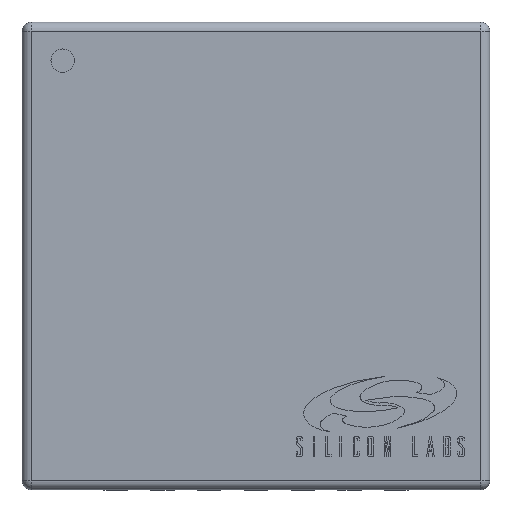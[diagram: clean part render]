
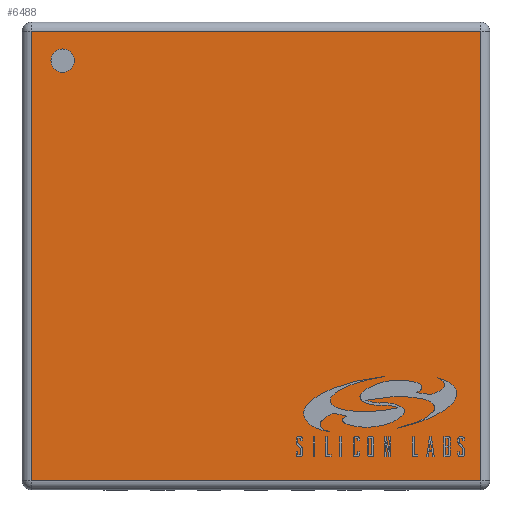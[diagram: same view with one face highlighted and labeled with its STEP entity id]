
A CAD part, top view. The second image highlights one B-rep face of the part: STEP entity #6488.
In plain terms, the highlighted planar face has unit normal (0, 0, 1).
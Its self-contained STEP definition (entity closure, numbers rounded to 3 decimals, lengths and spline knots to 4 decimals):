
#317=PLANE('',#6950);
#631=FACE_OUTER_BOUND('',#1035,.T.);
#1035=EDGE_LOOP('',(#4601,#4602,#4603,#4604));
#1437=LINE('',#8939,#2178);
#1439=LINE('',#8947,#2180);
#1441=LINE('',#8957,#2182);
#1443=LINE('',#8966,#2184);
#2178=VECTOR('',#7354,4.8);
#2180=VECTOR('',#7362,4.8);
#2182=VECTOR('',#7374,4.8);
#2184=VECTOR('',#7386,4.8);
#2992=VERTEX_POINT('',#8932);
#2995=VERTEX_POINT('',#8937);
#2996=VERTEX_POINT('',#8941);
#2999=VERTEX_POINT('',#8951);
#3619=EDGE_CURVE('',#2995,#2992,#1437,.T.);
#3623=EDGE_CURVE('',#2992,#2996,#1439,.T.);
#3628=EDGE_CURVE('',#2996,#2999,#1441,.T.);
#3633=EDGE_CURVE('',#2999,#2995,#1443,.T.);
#4601=ORIENTED_EDGE('',*,*,#3619,.F.);
#4602=ORIENTED_EDGE('',*,*,#3633,.F.);
#4603=ORIENTED_EDGE('',*,*,#3628,.F.);
#4604=ORIENTED_EDGE('',*,*,#3623,.F.);
#6488=ADVANCED_FACE('',(#631),#317,.T.);
#6950=AXIS2_PLACEMENT_3D('',#8989,#7414,#7415);
#7354=DIRECTION('',(0.,1.,0.));
#7362=DIRECTION('',(1.,0.,0.));
#7374=DIRECTION('',(0.,-1.,0.));
#7386=DIRECTION('',(-1.,0.,0.));
#7414=DIRECTION('center_axis',(0.,0.,1.));
#7415=DIRECTION('ref_axis',(1.,0.,0.));
#8932=CARTESIAN_POINT('',(-2.4,2.4,0.775));
#8937=CARTESIAN_POINT('',(-2.4,-2.4,0.775));
#8939=CARTESIAN_POINT('',(-2.4,1.25,0.775));
#8941=CARTESIAN_POINT('',(2.4,2.4,0.775));
#8947=CARTESIAN_POINT('',(1.25,2.4,0.775));
#8951=CARTESIAN_POINT('',(2.4,-2.4,0.775));
#8957=CARTESIAN_POINT('',(2.4,-1.25,0.775));
#8966=CARTESIAN_POINT('',(-1.25,-2.4,0.775));
#8989=CARTESIAN_POINT('Origin',(0.,0.,0.775));
